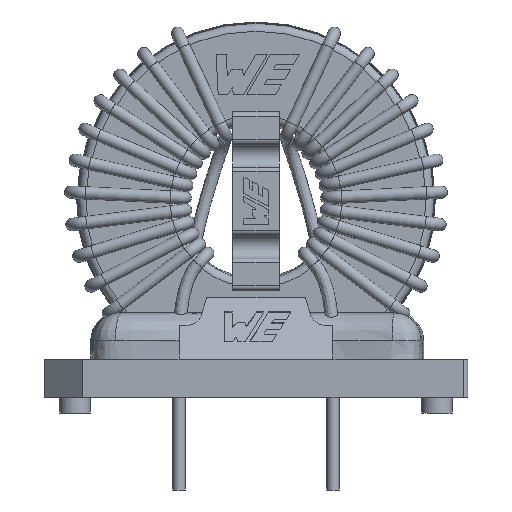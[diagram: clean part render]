
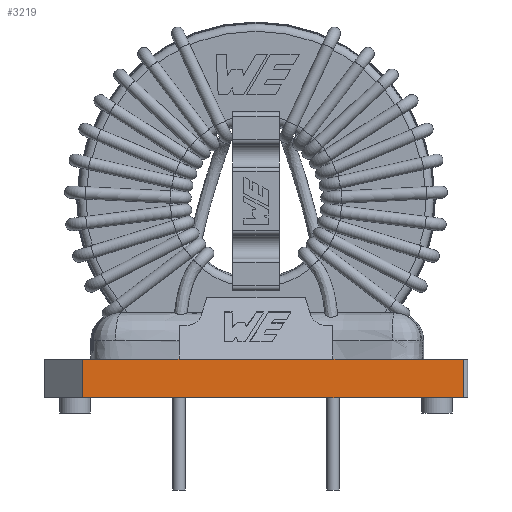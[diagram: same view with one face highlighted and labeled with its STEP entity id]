
A CAD part, left-side view. The second image highlights one B-rep face of the part: STEP entity #3219.
In plain terms, the highlighted planar face has unit normal (-1, 0, 0).
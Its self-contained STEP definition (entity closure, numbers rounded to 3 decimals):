
#3219=ADVANCED_FACE('',(#7735),#7736,.T.);
#7735=FACE_OUTER_BOUND('',#22286,.T.);
#7736=PLANE('',#22287);
#22286=EDGE_LOOP('',(#31175,#31176,#31177,#31178,#31179,#31180));
#22287=AXIS2_PLACEMENT_3D('',#31181,#31182,#31183);
#31175=ORIENTED_EDGE('',*,*,#36340,.F.);
#31176=ORIENTED_EDGE('',*,*,#36316,.F.);
#31177=ORIENTED_EDGE('',*,*,#36191,.F.);
#31178=ORIENTED_EDGE('',*,*,#36253,.T.);
#31179=ORIENTED_EDGE('',*,*,#36279,.T.);
#31180=ORIENTED_EDGE('',*,*,#36373,.F.);
#31181=CARTESIAN_POINT('',(-3.,8.75,1.));
#31182=DIRECTION('',(-1.0,0.,0.));
#31183=DIRECTION('',(0.,-1.0,0.));
#36191=EDGE_CURVE('',#38449,#38451,#38452,.T.);
#36253=EDGE_CURVE('',#38449,#38546,#38547,.T.);
#36279=EDGE_CURVE('',#38546,#38584,#38585,.T.);
#36316=EDGE_CURVE('',#38451,#38484,#38637,.T.);
#36340=EDGE_CURVE('',#38484,#38670,#38671,.T.);
#36373=EDGE_CURVE('',#38670,#38584,#38712,.T.);
#38449=VERTEX_POINT('',#42651);
#38451=VERTEX_POINT('',#42654);
#38452=LINE('',#42655,#42656);
#38484=VERTEX_POINT('',#42703);
#38546=VERTEX_POINT('',#42792);
#38547=LINE('',#42793,#42794);
#38584=VERTEX_POINT('',#42836);
#38585=LINE('',#42837,#42838);
#38637=LINE('',#42905,#42906);
#38670=VERTEX_POINT('',#42971);
#38671=LINE('',#42972,#42973);
#38712=LINE('',#43030,#43031);
#42651=CARTESIAN_POINT('',(-3.,6.25,3.5));
#42654=CARTESIAN_POINT('',(-3.,0.,3.5));
#42655=CARTESIAN_POINT('',(-3.,6.25,3.5));
#42656=VECTOR('',#44343,1.0);
#42703=CARTESIAN_POINT('',(-3.,-10.0,3.5));
#42792=CARTESIAN_POINT('',(-3.,6.25,1.));
#42793=CARTESIAN_POINT('',(-3.,6.25,3.5));
#42794=VECTOR('',#44395,1.0);
#42836=CARTESIAN_POINT('',(-3.,-18.45,1.));
#42837=CARTESIAN_POINT('',(-3.,6.25,1.));
#42838=VECTOR('',#44428,1.0);
#42905=CARTESIAN_POINT('',(-3.,0.,3.5));
#42906=VECTOR('',#44471,1.0);
#42971=CARTESIAN_POINT('',(-3.,-18.45,3.5));
#42972=CARTESIAN_POINT('',(-3.,-10.0,3.5));
#42973=VECTOR('',#44493,1.0);
#43030=CARTESIAN_POINT('',(-3.,-18.45,3.5));
#43031=VECTOR('',#44522,1.0);
#44343=DIRECTION('',(0.,-1.0,0.));
#44395=DIRECTION('',(0.,0.,-1.0));
#44428=DIRECTION('',(0.,-1.0,0.));
#44471=DIRECTION('',(0.,-1.0,0.));
#44493=DIRECTION('',(0.,-1.0,0.));
#44522=DIRECTION('',(0.,0.,-1.0));
